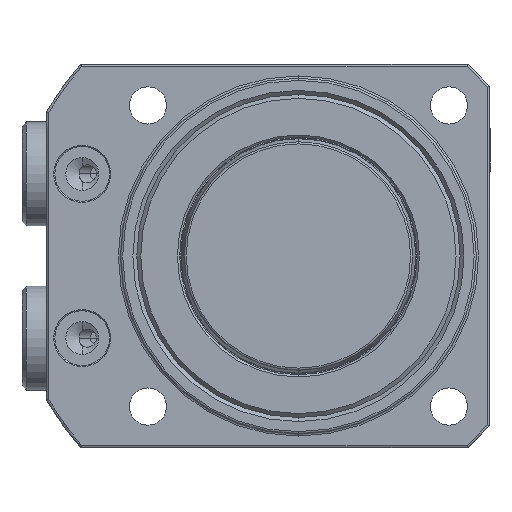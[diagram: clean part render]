
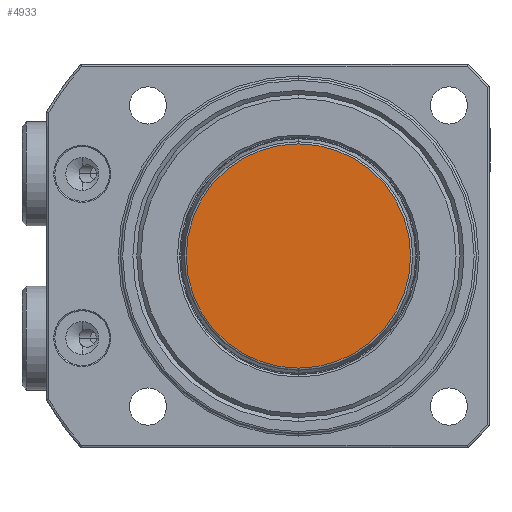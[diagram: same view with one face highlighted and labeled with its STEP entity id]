
A CAD part, front view. The second image highlights one B-rep face of the part: STEP entity #4933.
In plain terms, the highlighted planar face has unit normal (0, -1, 0).
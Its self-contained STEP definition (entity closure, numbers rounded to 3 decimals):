
#125 = CARTESIAN_POINT ( 'NONE',  ( 0., 0., 0. ) ) ;
#132 = DIRECTION ( 'NONE',  ( 0., -1., 0. ) ) ;
#133 = DIRECTION ( 'NONE',  ( 0., 0., 1. ) ) ;
#176 = CARTESIAN_POINT ( 'NONE',  ( 0., 0., 0. ) ) ;
#177 = DIRECTION ( 'NONE',  ( 0., -1., 0. ) ) ;
#178 = DIRECTION ( 'NONE',  ( 0., 0., 1. ) ) ;
#577 = AXIS2_PLACEMENT_3D ( 'NONE', #176, #177, #178 ) ;
#579 = AXIS2_PLACEMENT_3D ( 'NONE', #125, #132, #133 ) ;
#1050 = FACE_OUTER_BOUND ( 'NONE', #5334, .T. ) ;
#1054 = AXIS2_PLACEMENT_3D ( 'NONE', #1252, #1253, #1254 ) ;
#1251 = PLANE ( 'NONE',  #1054 ) ;
#1252 = CARTESIAN_POINT ( 'NONE',  ( 20.772, 0., 0. ) ) ;
#1253 = DIRECTION ( 'NONE',  ( 0., 1., 0. ) ) ;
#1254 = DIRECTION ( 'NONE',  ( 0., 0., 1. ) ) ;
#2380 = ORIENTED_EDGE ( 'NONE', *, *, #4550, .T. ) ;
#2382 = ORIENTED_EDGE ( 'NONE', *, *, #4567, .T. ) ;
#2679 = CARTESIAN_POINT ( 'NONE',  ( 0., 0., 20.492 ) ) ;
#2681 = CARTESIAN_POINT ( 'NONE',  ( 0., 0., -20.492 ) ) ;
#4098 = CIRCLE ( 'NONE', #579, 20.492 ) ;
#4111 = CIRCLE ( 'NONE', #577, 20.492 ) ;
#4550 = EDGE_CURVE ( 'NONE', #5284, #5282, #4098, .T. ) ;
#4567 = EDGE_CURVE ( 'NONE', #5282, #5284, #4111, .T. ) ;
#4933 = ADVANCED_FACE ( 'NONE', ( #1050 ), #1251, .F. ) ;
#5282 = VERTEX_POINT ( 'NONE', #2679 ) ;
#5284 = VERTEX_POINT ( 'NONE', #2681 ) ;
#5334 = EDGE_LOOP ( 'NONE', ( #2382, #2380 ) ) ;
